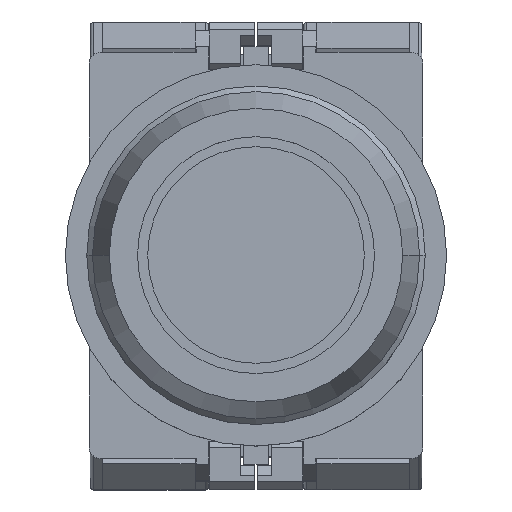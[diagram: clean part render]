
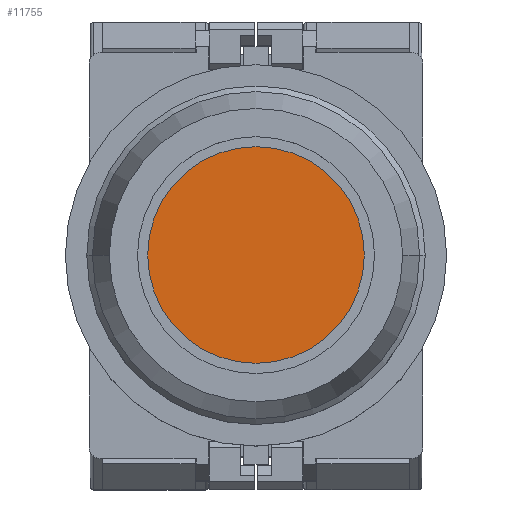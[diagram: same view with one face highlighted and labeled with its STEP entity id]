
A CAD part, top view. The second image highlights one B-rep face of the part: STEP entity #11755.
In plain terms, the highlighted planar face has unit normal (0, 0, 1).
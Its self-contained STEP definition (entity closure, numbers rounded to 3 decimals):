
#266 = CARTESIAN_POINT ( 'NONE',  ( -9.715, -9.715, 9.3 ) ) ;
#309 = CARTESIAN_POINT ( 'NONE',  ( -9.6, 0., 9.3 ) ) ;
#515 = DIRECTION ( 'NONE',  ( -1., 0., 0. ) ) ;
#1992 = AXIS2_PLACEMENT_3D ( 'NONE', #5265, #9065, #515 ) ;
#2639 = VERTEX_POINT ( 'NONE', #309 ) ;
#3046 = CARTESIAN_POINT ( 'NONE',  ( 0., 0., 9.3 ) ) ;
#3065 = EDGE_CURVE ( 'NONE', #8291, #2639, #5134, .T. ) ;
#4077 = DIRECTION ( 'NONE',  ( 0., 0., 1. ) ) ;
#5009 = FACE_OUTER_BOUND ( 'NONE', #7799, .T. ) ;
#5134 = CIRCLE ( 'NONE', #12112, 9.6 ) ;
#5265 = CARTESIAN_POINT ( 'NONE',  ( 0., 0., 9.3 ) ) ;
#5436 = AXIS2_PLACEMENT_3D ( 'NONE', #266, #4077, #7871 ) ;
#6473 = EDGE_CURVE ( 'NONE', #2639, #8291, #7369, .T. ) ;
#6840 = DIRECTION ( 'NONE',  ( 0., 0., 1. ) ) ;
#6898 = ORIENTED_EDGE ( 'NONE', *, *, #3065, .T. ) ;
#7369 = CIRCLE ( 'NONE', #1992, 9.6 ) ;
#7799 = EDGE_LOOP ( 'NONE', ( #11781, #6898 ) ) ;
#7871 = DIRECTION ( 'NONE',  ( 1., 0., 0. ) ) ;
#8291 = VERTEX_POINT ( 'NONE', #9519 ) ;
#8803 = PLANE ( 'NONE',  #5436 ) ;
#9065 = DIRECTION ( 'NONE',  ( 0., 0., 1. ) ) ;
#9519 = CARTESIAN_POINT ( 'NONE',  ( 9.6, 0., 9.3 ) ) ;
#10645 = DIRECTION ( 'NONE',  ( -1., 0., 0. ) ) ;
#11755 = ADVANCED_FACE ( 'NONE', ( #5009 ), #8803, .T. ) ;
#11781 = ORIENTED_EDGE ( 'NONE', *, *, #6473, .T. ) ;
#12112 = AXIS2_PLACEMENT_3D ( 'NONE', #3046, #6840, #10645 ) ;
